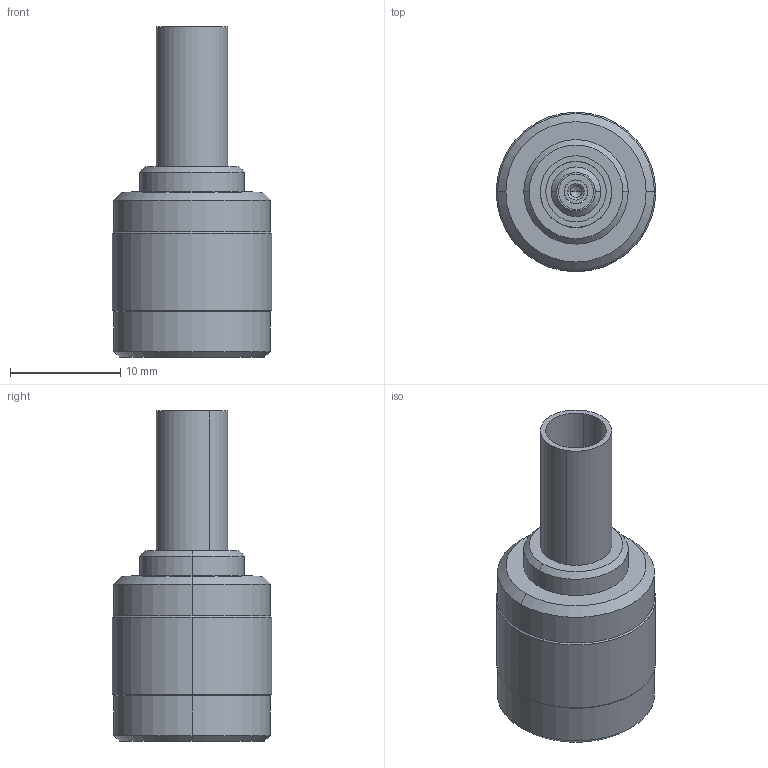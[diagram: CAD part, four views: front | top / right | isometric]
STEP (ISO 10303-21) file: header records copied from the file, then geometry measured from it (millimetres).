
FILE_DESCRIPTION (( 'STEP AP203' ), '1' );
FILE_NAME ('ARTP-1708.STEP', '2020-11-06T04:16:02', ( '' ), ( '' ), 'SwSTEP 2.0', 'SolidWorks 2018', '' );
FILE_SCHEMA (( 'CONFIG_CONTROL_DESIGN' ));
Length unit declared in the file: inch
Products named in the file (1): ARTP-1708
Bounding box: 14.5 x 14.5 x 30 mm (x, y, z)
Volume: 1786 mm3; surface area: 3261 mm2
Topology: 3 solids, 3 shells, 117 faces, 288 edges, 178 vertices
Faces by surface type: plane 53, cylinder 40, cone 22, torus 2
Entity records: 3647 total; most frequent: CARTESIAN_POINT 748, DIRECTION 626, ORIENTED_EDGE 568, EDGE_CURVE 284, AXIS2_PLACEMENT_3D 248, VERTEX_POINT 178, VECTOR 130, CIRCLE 130
